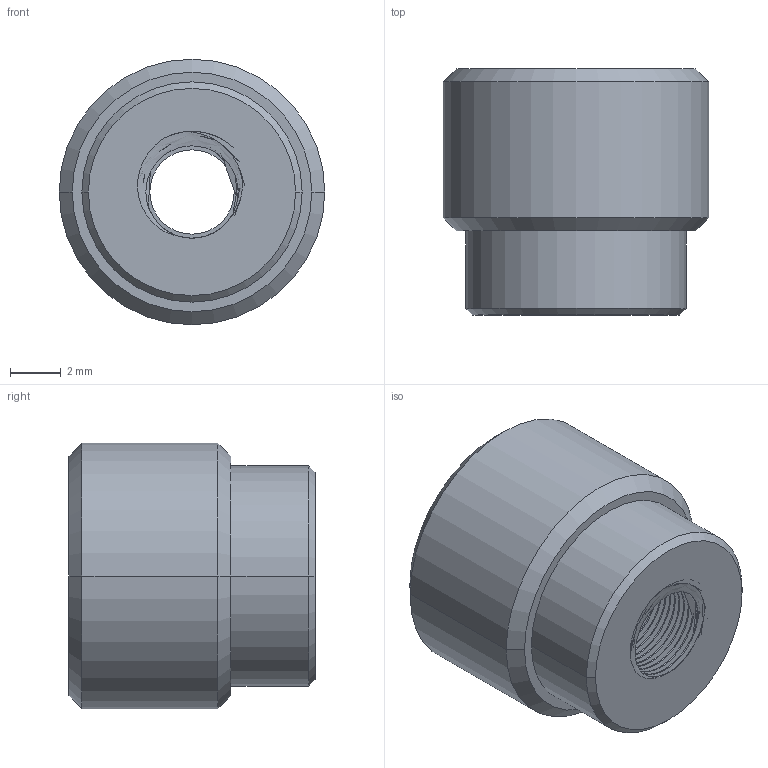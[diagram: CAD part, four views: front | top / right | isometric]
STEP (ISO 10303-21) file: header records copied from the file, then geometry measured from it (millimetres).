
FILE_DESCRIPTION (( 'STEP AP214' ), '1' );
FILE_NAME ('8554-E0W.STEP', '2011-08-18T14:58:25', ( 'Admin' ), ( 'Thorlabs, Inc.' ), 'SwSTEP 2.0', 'SolidWorks 2011', '' );
FILE_SCHEMA (( 'AUTOMOTIVE_DESIGN' ));
Length unit declared in the file: inch
Products named in the file (1): 8554-E0W
Bounding box: 10.41 x 9.65 x 10.41 mm (x, y, z)
Volume: 592.7 mm3; surface area: 838.6 mm2
Topology: 1 solids, 1 shells, 115 faces, 324 edges, 214 vertices
Faces by surface type: cylinder 100, plane 7, cone 6, bspline 2
Entity records: 7275 total; most frequent: CARTESIAN_POINT 3297, ORIENTED_EDGE 648, DIRECTION 392, EDGE_CURVE 324, VERTEX_POINT 214, AXIS2_PLACEMENT_3D 140, EDGE_LOOP 120, LENGTH_MEASURE_WITH_UNIT 118
